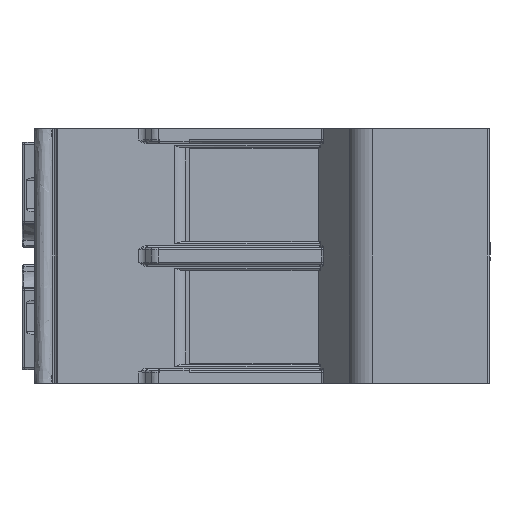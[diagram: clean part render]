
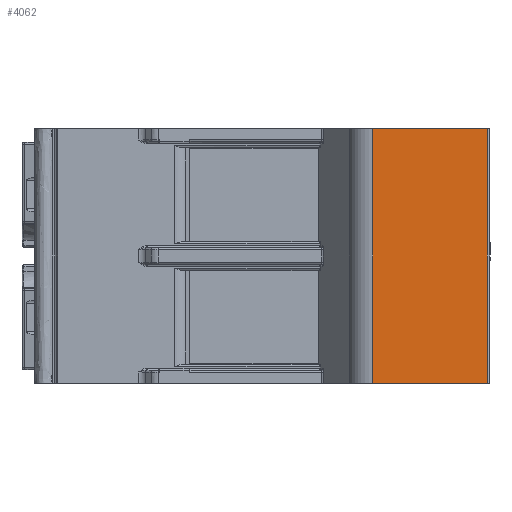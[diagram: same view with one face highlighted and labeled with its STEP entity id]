
A CAD part, left-side view. The second image highlights one B-rep face of the part: STEP entity #4062.
In plain terms, the highlighted planar face has unit normal (-1, 0, 0).
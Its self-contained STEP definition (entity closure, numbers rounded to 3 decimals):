
#1988=PLANE('',#39803);
#4062=ADVANCED_FACE('',(#6304),#1988,.T.);
#6304=FACE_OUTER_BOUND('',#8340,.T.);
#8340=EDGE_LOOP('',(#27185,#27186,#27187,#27188));
#8595=LINE('',#49759,#13106);
#8608=LINE('',#49815,#13119);
#12837=LINE('',#61654,#17348);
#12838=LINE('',#61656,#17349);
#13106=VECTOR('',#40207,1.);
#13119=VECTOR('',#40246,1.);
#17348=VECTOR('',#48715,1.);
#17349=VECTOR('',#48718,1.);
#27185=ORIENTED_EDGE('',*,*,#31789,.F.);
#27186=ORIENTED_EDGE('',*,*,#36595,.T.);
#27187=ORIENTED_EDGE('',*,*,#31763,.F.);
#27188=ORIENTED_EDGE('',*,*,#36596,.F.);
#28309=VERTEX_POINT('',#49758);
#28310=VERTEX_POINT('',#49760);
#28334=VERTEX_POINT('',#49814);
#28335=VERTEX_POINT('',#49816);
#31763=EDGE_CURVE('',#28309,#28310,#8595,.T.);
#31789=EDGE_CURVE('',#28334,#28335,#8608,.T.);
#36595=EDGE_CURVE('',#28334,#28310,#12837,.T.);
#36596=EDGE_CURVE('',#28335,#28309,#12838,.T.);
#39803=AXIS2_PLACEMENT_3D('',#61657,#48719,#48720);
#40207=DIRECTION('',(0.,1.,0.));
#40246=DIRECTION('',(0.,-1.,0.));
#48715=DIRECTION('',(0.,0.,-1.));
#48718=DIRECTION('',(0.,0.,-1.));
#48719=DIRECTION('',(-1.,0.,0.));
#48720=DIRECTION('',(0.,1.,0.));
#49758=CARTESIAN_POINT('',(-28.1,-47.903,-19.438));
#49759=CARTESIAN_POINT('',(-28.1,-47.903,-19.438));
#49760=CARTESIAN_POINT('',(-28.1,-36.149,-19.438));
#49814=CARTESIAN_POINT('',(-28.1,-36.149,6.813));
#49815=CARTESIAN_POINT('',(-28.1,-36.149,6.813));
#49816=CARTESIAN_POINT('',(-28.1,-47.903,6.813));
#61654=CARTESIAN_POINT('',(-28.1,-36.149,6.813));
#61656=CARTESIAN_POINT('',(-28.1,-47.903,6.813));
#61657=CARTESIAN_POINT('',(-28.1,-34.142,-6.562));
